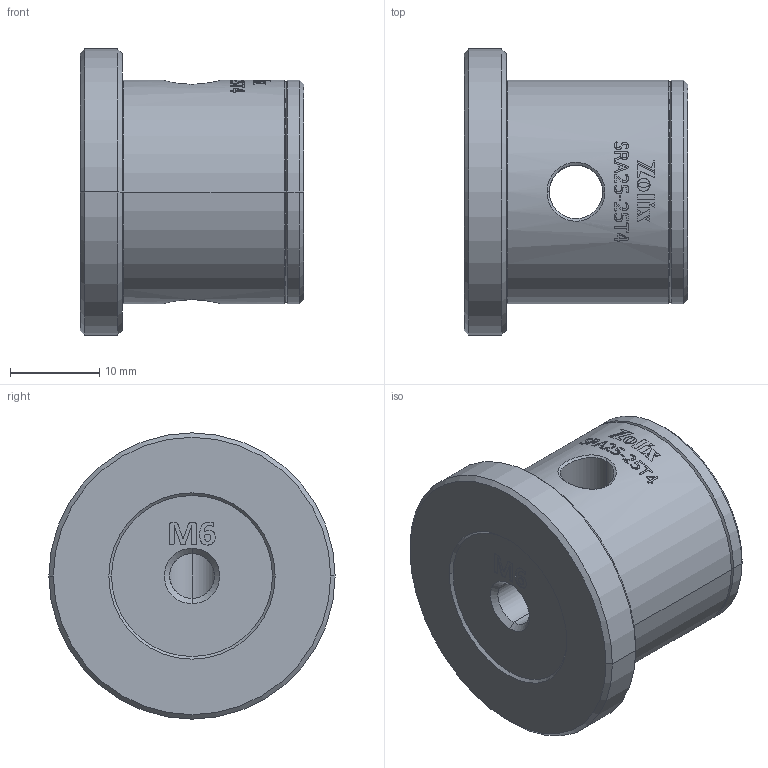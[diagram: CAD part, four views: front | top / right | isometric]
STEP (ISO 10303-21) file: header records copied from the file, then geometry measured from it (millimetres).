
FILE_DESCRIPTION (( 'STEP AP203' ), '1' );
FILE_NAME ('SRA25-25T4.STEP', '2025-07-18T08:15:27', ( '' ), ( '' ), 'SwSTEP 2.0', 'SolidWorks 2020', '' );
FILE_SCHEMA (( 'CONFIG_CONTROL_DESIGN' ));
Length unit declared in the file: millimetre
Products named in the file (1): SRA25-25T4
Bounding box: 25 x 32 x 32 mm (x, y, z)
Volume: 12590.8 mm3; surface area: 4267.3 mm2
Topology: 1 solids, 1 shells, 475 faces, 1292 edges, 847 vertices
Faces by surface type: bspline 299, plane 107, cylinder 39, cone 28, torus 2
Entity records: 28412 total; most frequent: CARTESIAN_POINT 18917, ORIENTED_EDGE 2572, EDGE_CURVE 1286, B_SPLINE_CURVE_WITH_KNOTS 895, DIRECTION 879, VERTEX_POINT 847, EDGE_LOOP 513, ADVANCED_FACE 475
